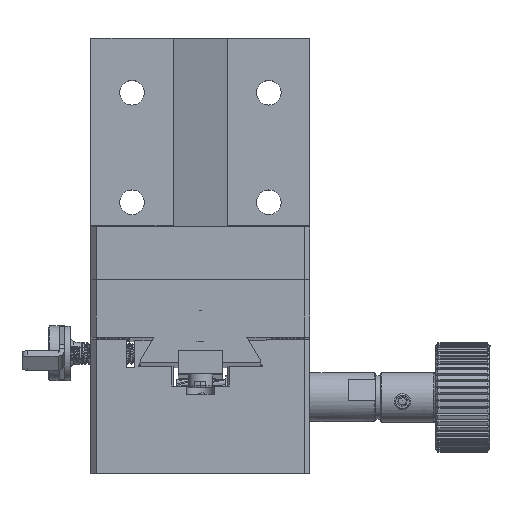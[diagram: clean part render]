
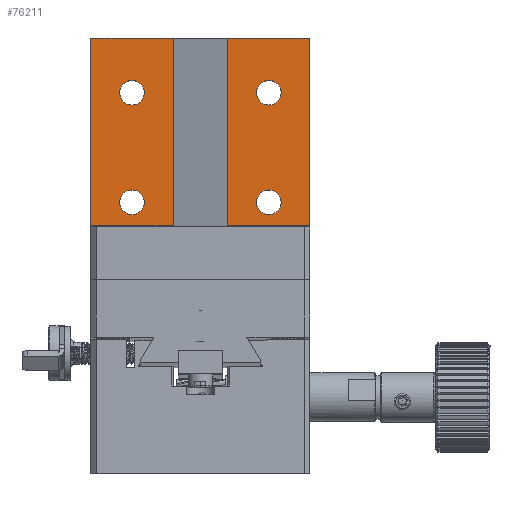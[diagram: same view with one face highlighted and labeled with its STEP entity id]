
A CAD part, top view. The second image highlights one B-rep face of the part: STEP entity #76211.
In plain terms, the highlighted planar face has unit normal (0, 0, 1).
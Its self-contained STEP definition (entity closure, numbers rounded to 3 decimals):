
#958 = DIRECTION ( 'NONE',  ( 0., -1., 0. ) ) ;
#1111 = CARTESIAN_POINT ( 'NONE',  ( -12.5, 35., 10. ) ) ;
#2399 = CIRCLE ( 'NONE', #77580, 2.25 ) ;
#4525 = AXIS2_PLACEMENT_3D ( 'NONE', #71992, #22309, #113171 ) ;
#5355 = VERTEX_POINT ( 'NONE', #109549 ) ;
#5639 = CARTESIAN_POINT ( 'NONE',  ( 10.25, 15., 10. ) ) ;
#7862 = CIRCLE ( 'NONE', #41250, 2.25 ) ;
#10191 = FACE_OUTER_BOUND ( 'NONE', #85388, .T. ) ;
#10774 = CIRCLE ( 'NONE', #4525, 2.25 ) ;
#10833 = DIRECTION ( 'NONE',  ( 1., 0., 0. ) ) ;
#10850 = ORIENTED_EDGE ( 'NONE', *, *, #109436, .T. ) ;
#11077 = VERTEX_POINT ( 'NONE', #32093 ) ;
#12795 = LINE ( 'NONE', #52687, #127803 ) ;
#14603 = VERTEX_POINT ( 'NONE', #104514 ) ;
#16541 = VECTOR ( 'NONE', #118120, 1000. ) ;
#20645 = FACE_BOUND ( 'NONE', #69367, .T. ) ;
#21210 = VERTEX_POINT ( 'NONE', #24417 ) ;
#21668 = DIRECTION ( 'NONE',  ( 0., 0., -1. ) ) ;
#22289 = CARTESIAN_POINT ( 'NONE',  ( 12.5, 5., 10. ) ) ;
#22309 = DIRECTION ( 'NONE',  ( 0., 0., -1. ) ) ;
#22947 = DIRECTION ( 'NONE',  ( -1., 0., 0. ) ) ;
#24417 = CARTESIAN_POINT ( 'NONE',  ( 10.25, 5., 10. ) ) ;
#31069 = FACE_BOUND ( 'NONE', #37232, .T. ) ;
#32093 = CARTESIAN_POINT ( 'NONE',  ( 20., 45., 10. ) ) ;
#32740 = DIRECTION ( 'NONE',  ( 0., 0., -1. ) ) ;
#35448 = VERTEX_POINT ( 'NONE', #95952 ) ;
#35721 = AXIS2_PLACEMENT_3D ( 'NONE', #22289, #93538, #81131 ) ;
#36040 = ORIENTED_EDGE ( 'NONE', *, *, #106946, .T. ) ;
#37232 = EDGE_LOOP ( 'NONE', ( #102446 ) ) ;
#37519 = EDGE_CURVE ( 'NONE', #5355, #35448, #53200, .T. ) ;
#40938 = DIRECTION ( 'NONE',  ( 0., 0., -1. ) ) ;
#41250 = AXIS2_PLACEMENT_3D ( 'NONE', #86805, #126715, #77010 ) ;
#42169 = FACE_BOUND ( 'NONE', #89866, .T. ) ;
#43133 = ORIENTED_EDGE ( 'NONE', *, *, #90212, .T. ) ;
#46508 = ORIENTED_EDGE ( 'NONE', *, *, #90825, .T. ) ;
#46901 = EDGE_CURVE ( 'NONE', #127343, #127343, #89185, .T. ) ;
#47775 = AXIS2_PLACEMENT_3D ( 'NONE', #87794, #116607, #106154 ) ;
#48935 = ORIENTED_EDGE ( 'NONE', *, *, #99307, .T. ) ;
#49191 = CARTESIAN_POINT ( 'NONE',  ( -14.75, 15., 10. ) ) ;
#49431 = FACE_BOUND ( 'NONE', #122530, .T. ) ;
#50068 = FACE_BOUND ( 'NONE', #69663, .T. ) ;
#50223 = ORIENTED_EDGE ( 'NONE', *, *, #70751, .T. ) ;
#50862 = ORIENTED_EDGE ( 'NONE', *, *, #74741, .T. ) ;
#51261 = AXIS2_PLACEMENT_3D ( 'NONE', #120021, #100388, #10833 ) ;
#52687 = CARTESIAN_POINT ( 'NONE',  ( -20., 0., 10. ) ) ;
#53200 = LINE ( 'NONE', #90473, #107080 ) ;
#54673 = CARTESIAN_POINT ( 'NONE',  ( -14.75, 35., 10. ) ) ;
#58526 = CARTESIAN_POINT ( 'NONE',  ( -2.25, 35., 10. ) ) ;
#59386 = AXIS2_PLACEMENT_3D ( 'NONE', #1111, #40938, #110901 ) ;
#60520 = FACE_BOUND ( 'NONE', #113986, .T. ) ;
#60564 = LINE ( 'NONE', #110269, #16541 ) ;
#61092 = CARTESIAN_POINT ( 'NONE',  ( -2.25, 15., 10. ) ) ;
#64056 = EDGE_LOOP ( 'NONE', ( #36040 ) ) ;
#65748 = VERTEX_POINT ( 'NONE', #5639 ) ;
#69367 = EDGE_LOOP ( 'NONE', ( #50862 ) ) ;
#69663 = EDGE_LOOP ( 'NONE', ( #48935 ) ) ;
#70751 = EDGE_CURVE ( 'NONE', #35448, #14603, #12795, .T. ) ;
#71992 = CARTESIAN_POINT ( 'NONE',  ( 0., 15., 10. ) ) ;
#72008 = EDGE_LOOP ( 'NONE', ( #79159 ) ) ;
#72046 = AXIS2_PLACEMENT_3D ( 'NONE', #81147, #21668, #90952 ) ;
#72477 = AXIS2_PLACEMENT_3D ( 'NONE', #120579, #121208, #110768 ) ;
#73765 = EDGE_CURVE ( 'NONE', #101115, #101115, #107439, .T. ) ;
#74741 = EDGE_CURVE ( 'NONE', #65748, #65748, #117979, .T. ) ;
#76211 = ADVANCED_FACE ( 'NONE', ( #10191, #20645, #50068, #49431, #42169, #89929, #31069, #80137, #60520 ), #82041, .T. ) ;
#77010 = DIRECTION ( 'NONE',  ( -1., 0., 0. ) ) ;
#77580 = AXIS2_PLACEMENT_3D ( 'NONE', #122327, #32740, #22947 ) ;
#79159 = ORIENTED_EDGE ( 'NONE', *, *, #99287, .T. ) ;
#80137 = FACE_BOUND ( 'NONE', #72008, .T. ) ;
#81131 = DIRECTION ( 'NONE',  ( -1., 0., 0. ) ) ;
#81147 = CARTESIAN_POINT ( 'NONE',  ( 12.5, 15., 10. ) ) ;
#81327 = VERTEX_POINT ( 'NONE', #113354 ) ;
#82041 = PLANE ( 'NONE',  #51261 ) ;
#82718 = DIRECTION ( 'NONE',  ( 1., 0., 0. ) ) ;
#84220 = ORIENTED_EDGE ( 'NONE', *, *, #73765, .T. ) ;
#85364 = CIRCLE ( 'NONE', #47775, 2.25 ) ;
#85388 = EDGE_LOOP ( 'NONE', ( #118156, #50223, #43133, #10850 ) ) ;
#86805 = CARTESIAN_POINT ( 'NONE',  ( -12.5, 15., 10. ) ) ;
#87794 = CARTESIAN_POINT ( 'NONE',  ( 0., 35., 10. ) ) ;
#88807 = DIRECTION ( 'NONE',  ( -1., 0., 0. ) ) ;
#89185 = CIRCLE ( 'NONE', #72477, 2.25 ) ;
#89866 = EDGE_LOOP ( 'NONE', ( #90803 ) ) ;
#89929 = FACE_BOUND ( 'NONE', #64056, .T. ) ;
#90212 = EDGE_CURVE ( 'NONE', #14603, #11077, #60564, .T. ) ;
#90473 = CARTESIAN_POINT ( 'NONE',  ( -20., 0., 10. ) ) ;
#90803 = ORIENTED_EDGE ( 'NONE', *, *, #128232, .T. ) ;
#90825 = EDGE_CURVE ( 'NONE', #109507, #109507, #85364, .T. ) ;
#90952 = DIRECTION ( 'NONE',  ( -1., 0., 0. ) ) ;
#93538 = DIRECTION ( 'NONE',  ( 0., 0., -1. ) ) ;
#94699 = CARTESIAN_POINT ( 'NONE',  ( -14.75, 5., 10. ) ) ;
#95952 = CARTESIAN_POINT ( 'NONE',  ( -20., 0., 10. ) ) ;
#98873 = VERTEX_POINT ( 'NONE', #49191 ) ;
#99287 = EDGE_CURVE ( 'NONE', #121868, #121868, #10774, .T. ) ;
#99307 = EDGE_CURVE ( 'NONE', #81327, #81327, #2399, .T. ) ;
#100388 = DIRECTION ( 'NONE',  ( 0., 0., 1. ) ) ;
#101115 = VERTEX_POINT ( 'NONE', #54673 ) ;
#101199 = LINE ( 'NONE', #119555, #125590 ) ;
#102446 = ORIENTED_EDGE ( 'NONE', *, *, #46901, .T. ) ;
#104514 = CARTESIAN_POINT ( 'NONE',  ( 20., 0., 10. ) ) ;
#104596 = CIRCLE ( 'NONE', #35721, 2.25 ) ;
#106154 = DIRECTION ( 'NONE',  ( -1., 0., 0. ) ) ;
#106946 = EDGE_CURVE ( 'NONE', #21210, #21210, #104596, .T. ) ;
#107080 = VECTOR ( 'NONE', #958, 1000. ) ;
#107439 = CIRCLE ( 'NONE', #59386, 2.25 ) ;
#109436 = EDGE_CURVE ( 'NONE', #11077, #5355, #101199, .T. ) ;
#109507 = VERTEX_POINT ( 'NONE', #58526 ) ;
#109549 = CARTESIAN_POINT ( 'NONE',  ( -20., 45., 10. ) ) ;
#110269 = CARTESIAN_POINT ( 'NONE',  ( 20., 0., 10. ) ) ;
#110768 = DIRECTION ( 'NONE',  ( -1., 0., 0. ) ) ;
#110901 = DIRECTION ( 'NONE',  ( -1., 0., 0. ) ) ;
#113171 = DIRECTION ( 'NONE',  ( -1., 0., 0. ) ) ;
#113354 = CARTESIAN_POINT ( 'NONE',  ( 10.25, 35., 10. ) ) ;
#113986 = EDGE_LOOP ( 'NONE', ( #46508 ) ) ;
#116607 = DIRECTION ( 'NONE',  ( 0., 0., -1. ) ) ;
#117979 = CIRCLE ( 'NONE', #72046, 2.25 ) ;
#118120 = DIRECTION ( 'NONE',  ( 0., 1., 0. ) ) ;
#118156 = ORIENTED_EDGE ( 'NONE', *, *, #37519, .T. ) ;
#119555 = CARTESIAN_POINT ( 'NONE',  ( -20., 45., 10. ) ) ;
#120021 = CARTESIAN_POINT ( 'NONE',  ( -20., 0., 10. ) ) ;
#120579 = CARTESIAN_POINT ( 'NONE',  ( -12.5, 5., 10. ) ) ;
#121208 = DIRECTION ( 'NONE',  ( 0., 0., -1. ) ) ;
#121868 = VERTEX_POINT ( 'NONE', #61092 ) ;
#122327 = CARTESIAN_POINT ( 'NONE',  ( 12.5, 35., 10. ) ) ;
#122530 = EDGE_LOOP ( 'NONE', ( #84220 ) ) ;
#125590 = VECTOR ( 'NONE', #88807, 1000. ) ;
#126715 = DIRECTION ( 'NONE',  ( 0., 0., -1. ) ) ;
#127343 = VERTEX_POINT ( 'NONE', #94699 ) ;
#127803 = VECTOR ( 'NONE', #82718, 1000. ) ;
#128232 = EDGE_CURVE ( 'NONE', #98873, #98873, #7862, .T. ) ;
